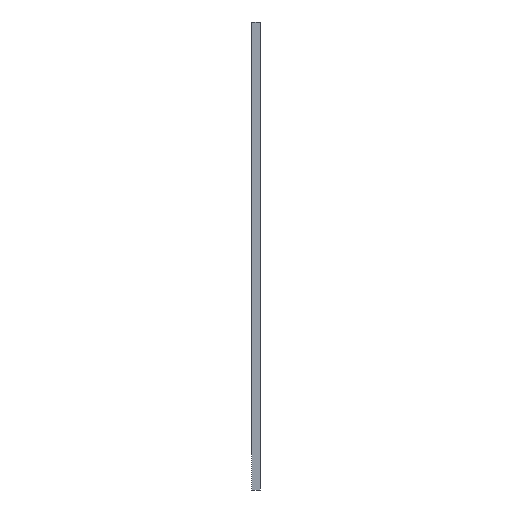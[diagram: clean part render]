
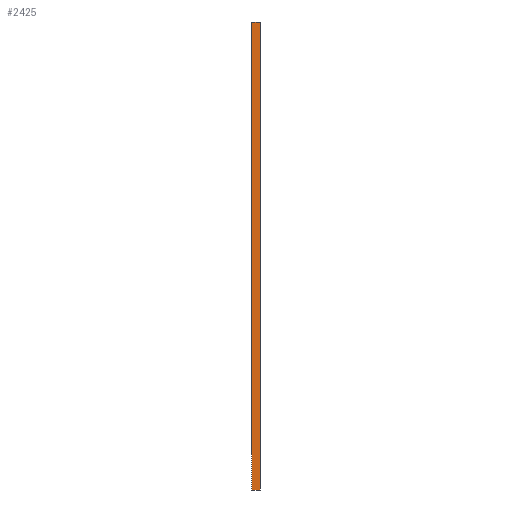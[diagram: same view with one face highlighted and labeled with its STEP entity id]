
A CAD part, left-side view. The second image highlights one B-rep face of the part: STEP entity #2425.
In plain terms, the highlighted planar face has unit normal (-1, 0, 0).
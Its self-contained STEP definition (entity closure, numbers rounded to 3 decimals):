
#139 = LINE ( 'NONE', #1153, #2060 ) ;
#207 = CARTESIAN_POINT ( 'NONE',  ( -57.5, 2., 67.69 ) ) ;
#503 = EDGE_CURVE ( 'NONE', #6070, #7592, #5604, .T. ) ;
#1153 = CARTESIAN_POINT ( 'NONE',  ( -57.5, 2., 67.69 ) ) ;
#1392 = CARTESIAN_POINT ( 'NONE',  ( -57.5, 2., 0. ) ) ;
#1410 = DIRECTION ( 'NONE',  ( 0., 0., 1. ) ) ;
#1723 = AXIS2_PLACEMENT_3D ( 'NONE', #4906, #7956, #3620 ) ;
#1759 = CARTESIAN_POINT ( 'NONE',  ( -57.5, 2., -47.31 ) ) ;
#1762 = DIRECTION ( 'NONE',  ( 0., -1., 0. ) ) ;
#2060 = VECTOR ( 'NONE', #1762, 1000. ) ;
#2160 = ORIENTED_EDGE ( 'NONE', *, *, #6542, .F. ) ;
#2204 = EDGE_CURVE ( 'NONE', #2587, #6070, #2815, .T. ) ;
#2425 = ADVANCED_FACE ( 'NONE', ( #3471 ), #6744, .F. ) ;
#2484 = VECTOR ( 'NONE', #1410, 1000. ) ;
#2587 = VERTEX_POINT ( 'NONE', #2689 ) ;
#2689 = CARTESIAN_POINT ( 'NONE',  ( -57.5, 2., -47.31 ) ) ;
#2773 = EDGE_LOOP ( 'NONE', ( #7733, #3268, #2160, #4116 ) ) ;
#2815 = LINE ( 'NONE', #1759, #4927 ) ;
#3268 = ORIENTED_EDGE ( 'NONE', *, *, #5143, .F. ) ;
#3400 = LINE ( 'NONE', #1392, #5051 ) ;
#3471 = FACE_OUTER_BOUND ( 'NONE', #2773, .T. ) ;
#3620 = DIRECTION ( 'NONE',  ( 0., 0., -1. ) ) ;
#4116 = ORIENTED_EDGE ( 'NONE', *, *, #2204, .T. ) ;
#4746 = CARTESIAN_POINT ( 'NONE',  ( -57.5, 0., -47.31 ) ) ;
#4906 = CARTESIAN_POINT ( 'NONE',  ( -57.5, 2., 0. ) ) ;
#4927 = VECTOR ( 'NONE', #7877, 1000. ) ;
#5051 = VECTOR ( 'NONE', #6364, 1000. ) ;
#5143 = EDGE_CURVE ( 'NONE', #7707, #7592, #139, .T. ) ;
#5604 = LINE ( 'NONE', #6356, #2484 ) ;
#6070 = VERTEX_POINT ( 'NONE', #4746 ) ;
#6356 = CARTESIAN_POINT ( 'NONE',  ( -57.5, 0., 0. ) ) ;
#6364 = DIRECTION ( 'NONE',  ( 0., 0., 1. ) ) ;
#6542 = EDGE_CURVE ( 'NONE', #2587, #7707, #3400, .T. ) ;
#6744 = PLANE ( 'NONE',  #1723 ) ;
#6877 = CARTESIAN_POINT ( 'NONE',  ( -57.5, 0., 67.69 ) ) ;
#7592 = VERTEX_POINT ( 'NONE', #6877 ) ;
#7707 = VERTEX_POINT ( 'NONE', #207 ) ;
#7733 = ORIENTED_EDGE ( 'NONE', *, *, #503, .T. ) ;
#7877 = DIRECTION ( 'NONE',  ( 0., -1., 0. ) ) ;
#7956 = DIRECTION ( 'NONE',  ( 1., 0., 0. ) ) ;
